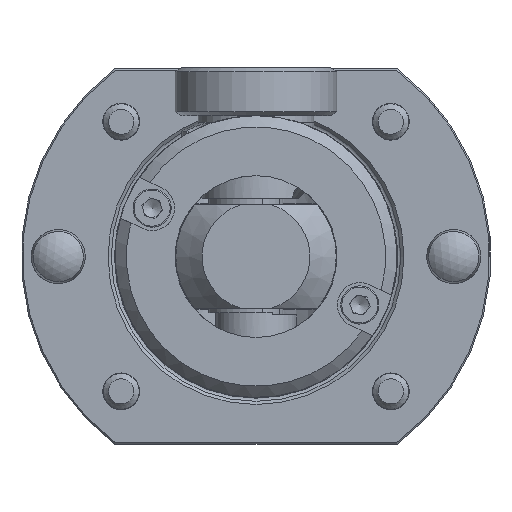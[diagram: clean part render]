
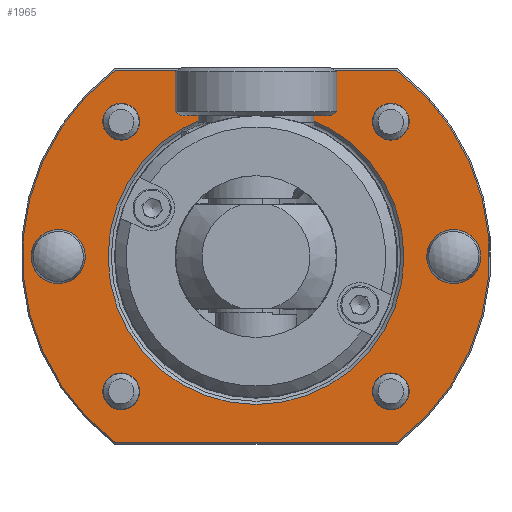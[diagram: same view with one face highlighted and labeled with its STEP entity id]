
A CAD part, left-side view. The second image highlights one B-rep face of the part: STEP entity #1965.
In plain terms, the highlighted face is planar.
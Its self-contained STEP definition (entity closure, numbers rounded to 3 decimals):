
#176 = AXIS2_PLACEMENT_3D ( 'NONE', #19446, #6390, #10341 ) ;
#184 = DIRECTION ( 'NONE',  ( 0., 0., -1. ) ) ;
#250 = VERTEX_POINT ( 'NONE', #19791 ) ;
#468 = CARTESIAN_POINT ( 'NONE',  ( 31.316, 0., -41.45 ) ) ;
#517 = VERTEX_POINT ( 'NONE', #18165 ) ;
#811 = EDGE_CURVE ( 'NONE', #19858, #12344, #14404, .T. ) ;
#900 = EDGE_LOOP ( 'NONE', ( #6248, #8271, #8845, #1821 ) ) ;
#1335 = CARTESIAN_POINT ( 'NONE',  ( 30., 0., -30. ) ) ;
#1623 = FACE_OUTER_BOUND ( 'NONE', #900, .T. ) ;
#1821 = ORIENTED_EDGE ( 'NONE', *, *, #18973, .T. ) ;
#1825 = DIRECTION ( 'NONE',  ( 0., 0., -1. ) ) ;
#1861 = DIRECTION ( 'NONE',  ( 0., -1., 0. ) ) ;
#1872 = AXIS2_PLACEMENT_3D ( 'NONE', #20123, #1971, #3571 ) ;
#1887 = AXIS2_PLACEMENT_3D ( 'NONE', #10991, #1861, #184 ) ;
#1896 = EDGE_CURVE ( 'NONE', #16108, #16108, #19533, .T. ) ;
#1965 = ADVANCED_FACE ( 'NONE', ( #9439, #1623, #14368, #5968, #20694, #20097, #5378, #16085 ), #20778, .T. ) ;
#1971 = DIRECTION ( 'NONE',  ( 0., -1., 0. ) ) ;
#2023 = CARTESIAN_POINT ( 'NONE',  ( -52.25, 0., 41.45 ) ) ;
#2058 = DIRECTION ( 'NONE',  ( 0., -1., 0. ) ) ;
#2462 = EDGE_LOOP ( 'NONE', ( #10756 ) ) ;
#2562 = VECTOR ( 'NONE', #6150, 1000. ) ;
#2842 = ORIENTED_EDGE ( 'NONE', *, *, #4688, .F. ) ;
#2966 = DIRECTION ( 'NONE',  ( 0., -1., 0. ) ) ;
#3571 = DIRECTION ( 'NONE',  ( 0., 0., -1. ) ) ;
#3717 = DIRECTION ( 'NONE',  ( 1., 0., 0. ) ) ;
#3738 = ORIENTED_EDGE ( 'NONE', *, *, #11810, .T. ) ;
#3917 = CIRCLE ( 'NONE', #13625, 4.1 ) ;
#4688 = EDGE_CURVE ( 'NONE', #9766, #9766, #3917, .T. ) ;
#4985 = EDGE_LOOP ( 'NONE', ( #2842 ) ) ;
#5092 = DIRECTION ( 'NONE',  ( 0., 0., -1. ) ) ;
#5184 = CARTESIAN_POINT ( 'NONE',  ( 44., 0., -6. ) ) ;
#5378 = FACE_BOUND ( 'NONE', #8192, .T. ) ;
#5628 = DIRECTION ( 'NONE',  ( 0., 0., -1. ) ) ;
#5684 = CARTESIAN_POINT ( 'NONE',  ( -30., 0., 25.9 ) ) ;
#5910 = AXIS2_PLACEMENT_3D ( 'NONE', #21406, #14559, #16406 ) ;
#5967 = AXIS2_PLACEMENT_3D ( 'NONE', #22460, #6018, #7886 ) ;
#5968 = FACE_BOUND ( 'NONE', #6788, .T. ) ;
#5994 = VERTEX_POINT ( 'NONE', #5184 ) ;
#6018 = DIRECTION ( 'NONE',  ( 0., -1., 0. ) ) ;
#6150 = DIRECTION ( 'NONE',  ( -1., 0., 0. ) ) ;
#6174 = DIRECTION ( 'NONE',  ( 0., 0., -1. ) ) ;
#6248 = ORIENTED_EDGE ( 'NONE', *, *, #811, .T. ) ;
#6290 = EDGE_LOOP ( 'NONE', ( #16469 ) ) ;
#6390 = DIRECTION ( 'NONE',  ( 0., -1., 0. ) ) ;
#6788 = EDGE_LOOP ( 'NONE', ( #10397 ) ) ;
#7135 = EDGE_CURVE ( 'NONE', #250, #250, #19522, .T. ) ;
#7334 = CARTESIAN_POINT ( 'NONE',  ( -44., 0., 0. ) ) ;
#7886 = DIRECTION ( 'NONE',  ( 0., 0., -1. ) ) ;
#8184 = DIRECTION ( 'NONE',  ( 0., -1., 0. ) ) ;
#8192 = EDGE_LOOP ( 'NONE', ( #11442 ) ) ;
#8271 = ORIENTED_EDGE ( 'NONE', *, *, #20130, .T. ) ;
#8820 = CARTESIAN_POINT ( 'NONE',  ( 0., 0., -32.914 ) ) ;
#8845 = ORIENTED_EDGE ( 'NONE', *, *, #11999, .T. ) ;
#9085 = CARTESIAN_POINT ( 'NONE',  ( -31.316, 0., -41.45 ) ) ;
#9439 = FACE_BOUND ( 'NONE', #17290, .T. ) ;
#9535 = VECTOR ( 'NONE', #3717, 1000. ) ;
#9559 = CIRCLE ( 'NONE', #5910, 32.914 ) ;
#9766 = VERTEX_POINT ( 'NONE', #19487 ) ;
#10341 = DIRECTION ( 'NONE',  ( 0., 0., -1. ) ) ;
#10397 = ORIENTED_EDGE ( 'NONE', *, *, #18105, .F. ) ;
#10756 = ORIENTED_EDGE ( 'NONE', *, *, #11312, .F. ) ;
#10991 = CARTESIAN_POINT ( 'NONE',  ( 0., 0., 0. ) ) ;
#11040 = DIRECTION ( 'NONE',  ( 0., -1., 0. ) ) ;
#11127 = VERTEX_POINT ( 'NONE', #468 ) ;
#11312 = EDGE_CURVE ( 'NONE', #5994, #5994, #17362, .T. ) ;
#11442 = ORIENTED_EDGE ( 'NONE', *, *, #1896, .F. ) ;
#11810 = EDGE_CURVE ( 'NONE', #18389, #18389, #9559, .T. ) ;
#11819 = CARTESIAN_POINT ( 'NONE',  ( 31.316, 0., 41.45 ) ) ;
#11999 = EDGE_CURVE ( 'NONE', #23729, #11127, #14459, .T. ) ;
#12071 = CARTESIAN_POINT ( 'NONE',  ( -44., 0., -6. ) ) ;
#12089 = CIRCLE ( 'NONE', #21466, 4.1 ) ;
#12344 = VERTEX_POINT ( 'NONE', #14061 ) ;
#13625 = AXIS2_PLACEMENT_3D ( 'NONE', #23495, #21789, #5092 ) ;
#14061 = CARTESIAN_POINT ( 'NONE',  ( -31.316, 0., 41.45 ) ) ;
#14189 = AXIS2_PLACEMENT_3D ( 'NONE', #7334, #11040, #1825 ) ;
#14368 = FACE_BOUND ( 'NONE', #15771, .T. ) ;
#14404 = LINE ( 'NONE', #2023, #2562 ) ;
#14459 = LINE ( 'NONE', #22187, #9535 ) ;
#14559 = DIRECTION ( 'NONE',  ( 0., 1., 0. ) ) ;
#14939 = VERTEX_POINT ( 'NONE', #5684 ) ;
#15340 = EDGE_CURVE ( 'NONE', #517, #517, #17406, .T. ) ;
#15771 = EDGE_LOOP ( 'NONE', ( #19312 ) ) ;
#15890 = DIRECTION ( 'NONE',  ( 0., 0., -1. ) ) ;
#16085 = FACE_BOUND ( 'NONE', #2462, .T. ) ;
#16108 = VERTEX_POINT ( 'NONE', #12071 ) ;
#16406 = DIRECTION ( 'NONE',  ( 0., 0., -1. ) ) ;
#16469 = ORIENTED_EDGE ( 'NONE', *, *, #15340, .F. ) ;
#17290 = EDGE_LOOP ( 'NONE', ( #3738 ) ) ;
#17362 = CIRCLE ( 'NONE', #1872, 6. ) ;
#17406 = CIRCLE ( 'NONE', #22149, 4.1 ) ;
#18105 = EDGE_CURVE ( 'NONE', #14939, #14939, #12089, .T. ) ;
#18165 = CARTESIAN_POINT ( 'NONE',  ( 30., 0., -34.1 ) ) ;
#18389 = VERTEX_POINT ( 'NONE', #8820 ) ;
#18766 = CARTESIAN_POINT ( 'NONE',  ( -30., 0., -30. ) ) ;
#18973 = EDGE_CURVE ( 'NONE', #11127, #19858, #19257, .T. ) ;
#19257 = CIRCLE ( 'NONE', #176, 51.95 ) ;
#19312 = ORIENTED_EDGE ( 'NONE', *, *, #7135, .F. ) ;
#19446 = CARTESIAN_POINT ( 'NONE',  ( 0., 0., 0. ) ) ;
#19487 = CARTESIAN_POINT ( 'NONE',  ( 30., 0., 25.9 ) ) ;
#19522 = CIRCLE ( 'NONE', #20807, 4.1 ) ;
#19533 = CIRCLE ( 'NONE', #14189, 6. ) ;
#19791 = CARTESIAN_POINT ( 'NONE',  ( -30., 0., -34.1 ) ) ;
#19858 = VERTEX_POINT ( 'NONE', #11819 ) ;
#20097 = FACE_BOUND ( 'NONE', #6290, .T. ) ;
#20123 = CARTESIAN_POINT ( 'NONE',  ( 44., 0., 0. ) ) ;
#20130 = EDGE_CURVE ( 'NONE', #12344, #23729, #22031, .T. ) ;
#20694 = FACE_BOUND ( 'NONE', #4985, .T. ) ;
#20778 = PLANE ( 'NONE',  #5967 ) ;
#20807 = AXIS2_PLACEMENT_3D ( 'NONE', #18766, #2058, #5628 ) ;
#21406 = CARTESIAN_POINT ( 'NONE',  ( 0., 0., 0. ) ) ;
#21466 = AXIS2_PLACEMENT_3D ( 'NONE', #22686, #8184, #6174 ) ;
#21789 = DIRECTION ( 'NONE',  ( 0., -1., 0. ) ) ;
#22031 = CIRCLE ( 'NONE', #1887, 51.95 ) ;
#22149 = AXIS2_PLACEMENT_3D ( 'NONE', #1335, #2966, #15890 ) ;
#22187 = CARTESIAN_POINT ( 'NONE',  ( 31.417, 0., -41.45 ) ) ;
#22460 = CARTESIAN_POINT ( 'NONE',  ( -52.25, 0., 0. ) ) ;
#22686 = CARTESIAN_POINT ( 'NONE',  ( -30., 0., 30. ) ) ;
#23495 = CARTESIAN_POINT ( 'NONE',  ( 30., 0., 30. ) ) ;
#23729 = VERTEX_POINT ( 'NONE', #9085 ) ;
